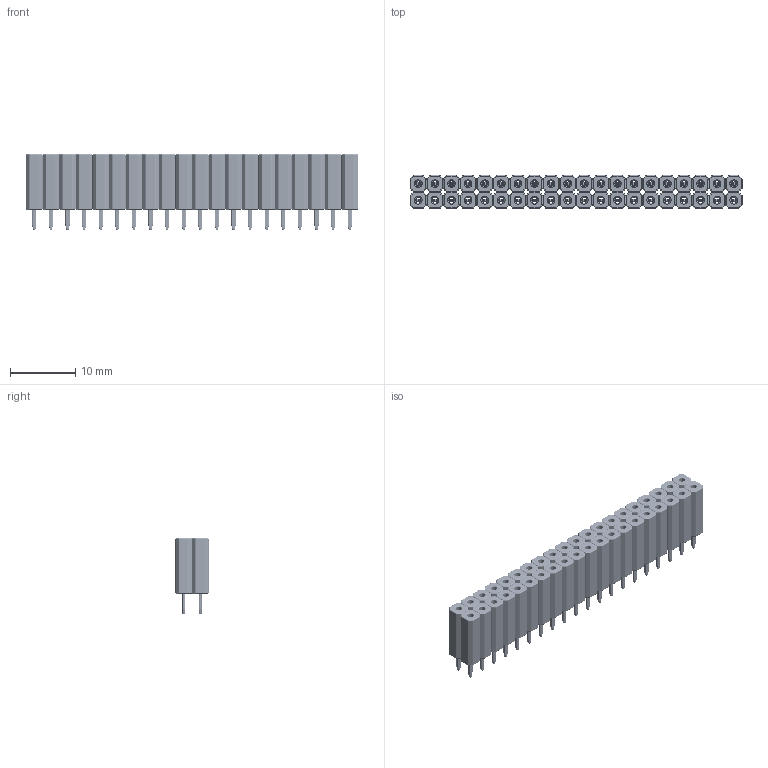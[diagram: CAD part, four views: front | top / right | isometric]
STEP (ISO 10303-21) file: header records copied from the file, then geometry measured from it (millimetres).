
FILE_DESCRIPTION(('FreeCAD Model'),'2;1');
FILE_NAME('Open CASCADE Shape Model','2023-08-10T12:30:11',(''),(''), 'Open CASCADE STEP processor 7.6','FreeCAD','Unknown');
FILE_SCHEMA(('AUTOMOTIVE_DESIGN { 1 0 10303 214 1 1 1 1 }'));
Length unit declared in the file: millimetre
Products named in the file (5): SockHead; Pins; Pins_SinglePin; Shroud; Shroud_SinglePin
Assembly tree (82 placements, depth 3):
  SockHead
    Pins
      Pins_SinglePin  x40
    Shroud
      Shroud_SinglePin  x40
Bounding box: 50.8 x 5.08 x 11.6 mm (x, y, z)
Volume: 1745.1 mm3; surface area: 6555.1 mm2
Topology: 80 solids, 80 shells, 5840 faces, 13480 edges, 6520 vertices
Faces by surface type: cylinder 2680, plane 1360, sphere 1280, torus 520
Full cylindrical faces by diameter (mm): 0.919 x40
Entity records: 8498 total; most frequent: DIRECTION 1522, CARTESIAN_POINT 1325, LINE 745, VECTOR 745, ORIENTED_EDGE 610, PCURVE 610, DEFINITIONAL_REPRESENTATION 610, AXIS2_PLACEMENT_3D 381
